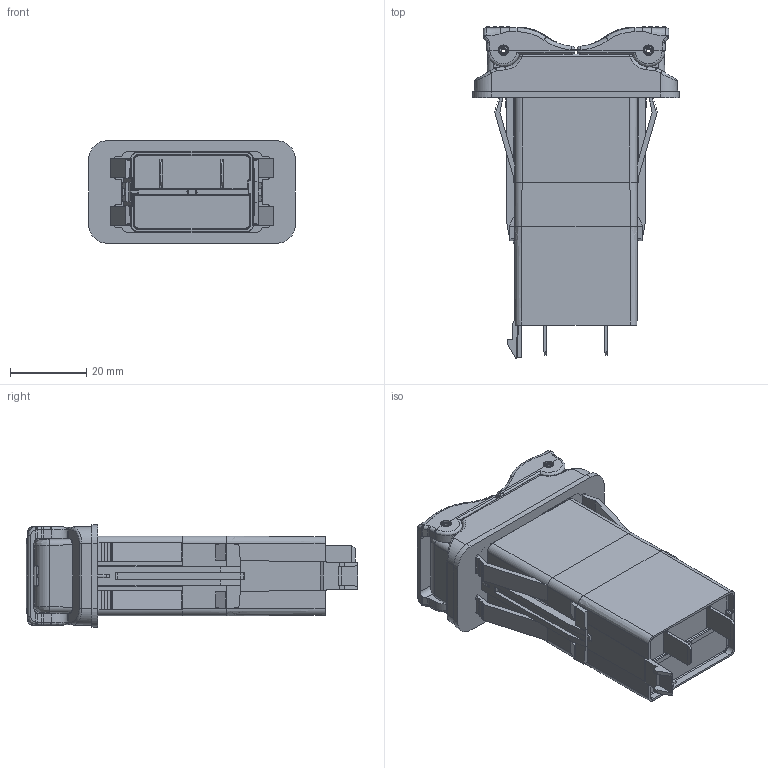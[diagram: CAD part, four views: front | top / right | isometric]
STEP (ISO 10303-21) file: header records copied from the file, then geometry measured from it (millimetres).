
FILE_DESCRIPTION((''),'2;1');
FILE_NAME('2015-02-20_V-CHARGER-CURVED','2015-02-20T',('adamlydecker'),(''),'CREO PARAMETRIC BY PTC INC, 2014440','CREO PARAMETRIC BY PTC INC, 2014440','');
FILE_SCHEMA(('CONFIG_CONTROL_DESIGN'));
Products named in the file (1): 2015-02-20_V-CHARGER-CURVED
Bounding box: 54.36 x 87.17 x 26.92 mm (x, y, z)
Volume: 23483.8 mm3; surface area: 33590.3 mm2
Topology: 2 solids, 2 shells, 2353 faces, 6093 edges, 3730 vertices
Faces by surface type: plane 944, cylinder 791, bspline 384, sphere 131, cone 54, torus 49
Entity records: 89709 total; most frequent: CARTESIAN_POINT 35815, ORIENTED_EDGE 12182, DIRECTION 9954, EDGE_CURVE 6091, VERTEX_POINT 3730, VECTOR 3334, LINE 3334, AXIS2_PLACEMENT_3D 3310
